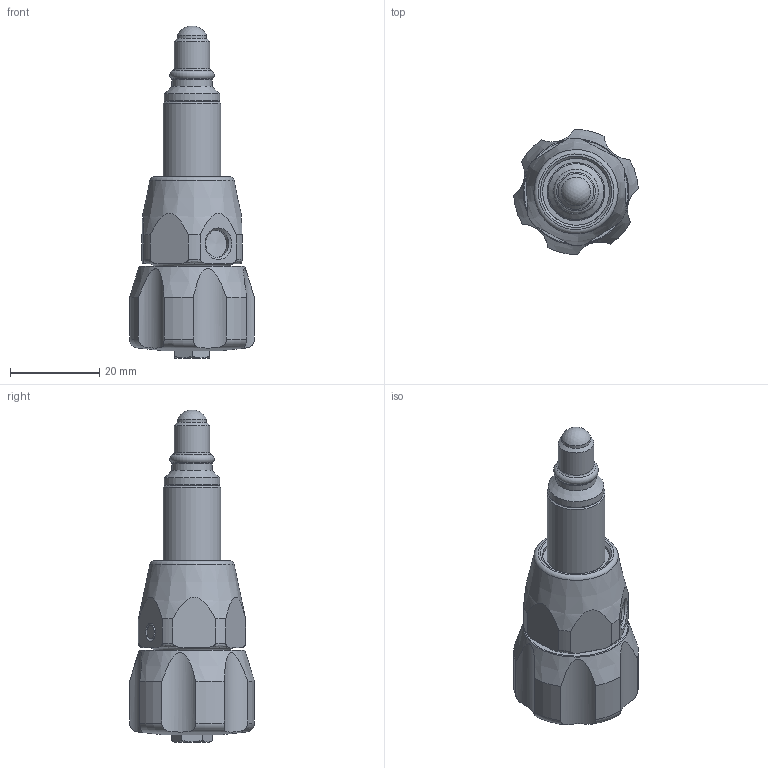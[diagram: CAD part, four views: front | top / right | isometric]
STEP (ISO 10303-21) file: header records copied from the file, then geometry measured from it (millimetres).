
FILE_DESCRIPTION((''),'2;1');
FILE_NAME('400047.stp','2008-08-05T08:45:31',('mbm'),(''),'Autodesk Inventor 2008','Autodesk Inventor 2008','');
FILE_SCHEMA(('AUTOMOTIVE_DESIGN { 1 0 10303 214 1 1 1 1 }'));
Length unit declared in the file: millimetre
Products named in the file (1): Part1
Bounding box: 27.95 x 28 x 74.38 mm (x, y, z)
Volume: 20340.1 mm3; surface area: 5646.4 mm2
Topology: 1 solids, 1 shells, 89 faces, 211 edges, 132 vertices
Faces by surface type: cylinder 30, cone 20, plane 19, torus 11, bspline 8, sphere 1
Full cylindrical faces by diameter (mm): 3 x1, 3.05 x1, 6.1 x1, 6.5 x1, 8 x1, 9 x1, 12.5 x2, 13 x1, 15 x1, 17 x1, 18 x1
Entity records: 3390 total; most frequent: CARTESIAN_POINT 1497, DIRECTION 352, ORIENTED_EDGE 338, EDGE_CURVE 169, AXIS2_PLACEMENT_3D 158, EDGE_LOOP 128, VERTEX_POINT 121, FACE_OUTER_BOUND 89
